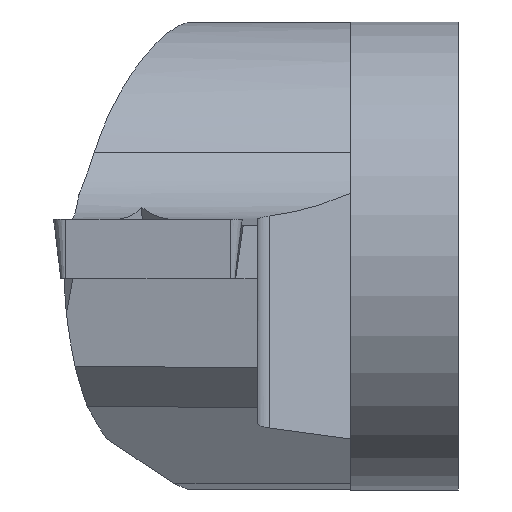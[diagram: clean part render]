
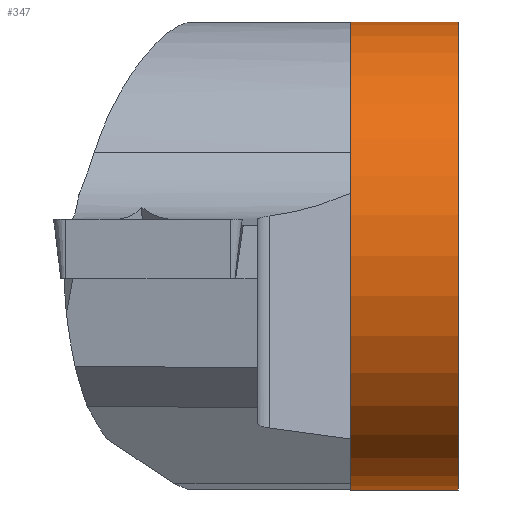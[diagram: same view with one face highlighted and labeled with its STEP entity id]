
A CAD part, top view. The second image highlights one B-rep face of the part: STEP entity #347.
In plain terms, the highlighted cylindrical face has radius 7.8 mm (diameter 15.6 mm), a full revolution.
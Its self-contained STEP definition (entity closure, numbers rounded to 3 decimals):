
#299=CYLINDRICAL_SURFACE('',#1022,7.8);
#309=FACE_BOUND('',#459,.T.);
#310=FACE_BOUND('',#460,.T.);
#347=ADVANCED_FACE('',(#309,#310),#299,.T.);
#459=EDGE_LOOP('',(#527));
#460=EDGE_LOOP('',(#528));
#527=ORIENTED_EDGE('',*,*,#797,.T.);
#528=ORIENTED_EDGE('',*,*,#798,.T.);
#725=VERTEX_POINT('',#1389);
#726=VERTEX_POINT('',#1392);
#797=EDGE_CURVE('',#725,#725,#897,.T.);
#798=EDGE_CURVE('',#726,#726,#898,.T.);
#897=CIRCLE('',#1018,7.8);
#898=CIRCLE('',#1020,7.8);
#1018=AXIS2_PLACEMENT_3D('',#1388,#1125,#1126);
#1020=AXIS2_PLACEMENT_3D('',#1391,#1129,#1130);
#1022=AXIS2_PLACEMENT_3D('',#1394,#1133,#1134);
#1125=DIRECTION('',(1.,0.,0.));
#1126=DIRECTION('',(0.,0.,-1.));
#1129=DIRECTION('',(-1.,0.,0.));
#1130=DIRECTION('',(0.,0.,1.));
#1133=DIRECTION('',(-1.,0.,0.));
#1134=DIRECTION('',(0.,0.,-1.));
#1388=CARTESIAN_POINT('',(-3.6,0.,0.));
#1389=CARTESIAN_POINT('',(-3.6,0.,-7.8));
#1391=CARTESIAN_POINT('',(0.,0.,0.));
#1392=CARTESIAN_POINT('',(0.,0.,7.8));
#1394=CARTESIAN_POINT('',(0.,0.,0.));
